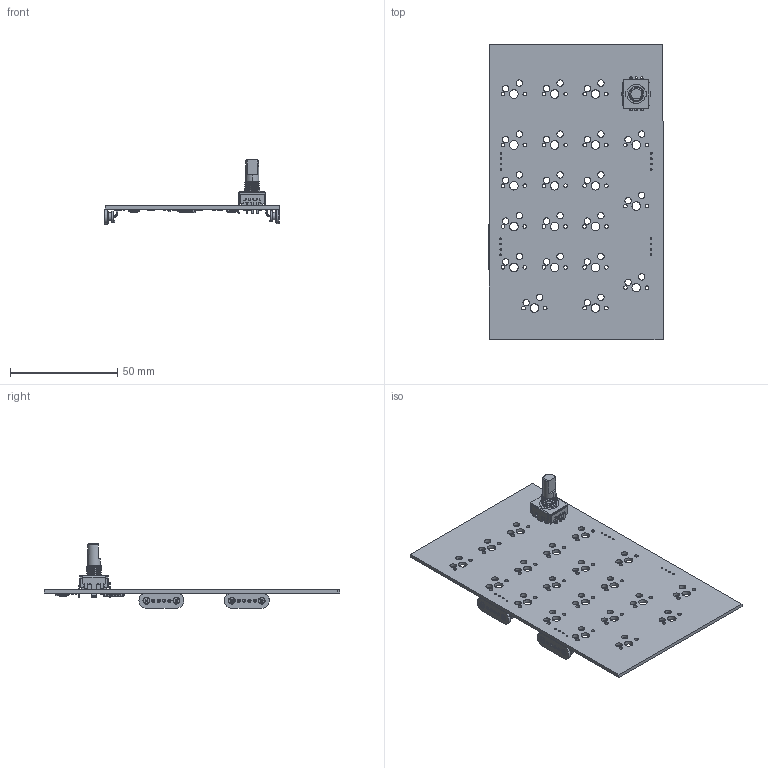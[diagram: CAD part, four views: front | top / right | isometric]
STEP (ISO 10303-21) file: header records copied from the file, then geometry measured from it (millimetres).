
FILE_DESCRIPTION(('KiCad electronic assembly'),'2;1');
FILE_NAME('numlocked_numpad.step','2024-09-05T23:21:17',('Pcbnew'),( 'Kicad'),'Open CASCADE STEP processor 7.8','KiCad to STEP converter' ,'Unknown');
FILE_SCHEMA(('AUTOMOTIVE_DESIGN { 1 0 10303 214 1 1 1 1 }'));
Length unit declared in the file: millimetre
Products named in the file (18): numlocked_numpad 1; PEC11R-4215F-S0024; Magnetic Pogo Connector 4 Pin (Type 3); R_Array_Convex_4x1206; C_0603_1608Metric; R_0603_1608Metric; SOIC-16_3.9x9.9mm_P1.27mm; SOIC_16_39x99mm_P127mm; SOT-223; SOT_223; LED_0603_1608Metric; numlocked_numpad_PCB
Assembly tree (37 placements, depth 3):
  numlocked_numpad 1
    PEC11R-4215F-S0024
      PEC11R-4215F-S0024
    Magnetic Pogo Connector 4 Pin (Type 3)  x4
      Magnetic Pogo Connector 4 Pin (Type 3)
    R_Array_Convex_4x1206  x6
      R_Array_Convex_4x1206
    C_0603_1608Metric  x7
      C_0603_1608Metric
    R_0603_1608Metric  x5
      R_0603_1608Metric
    SOIC-16_3.9x9.9mm_P1.27mm  x3
      SOIC_16_39x99mm_P127mm
    SOT-223
      SOT_223
    LED_0603_1608Metric
      LED_0603_1608Metric
    numlocked_numpad_PCB
Bounding box: 81.37 x 138.1 x 30.05 mm (x, y, z)
Volume: 20046.3 mm3; surface area: 29694.4 mm2
Topology: 61 solids, 61 shells, 3513 faces, 9595 edges, 6244 vertices
Faces by surface type: plane 2130, cylinder 1075, bspline 195, torus 80, cone 33
Full cylindrical faces by diameter (mm): 0.6 x19, 0.8 x16, 1.1 x5, 1.5 x32, 1.7 x40, 3 x56, 4 x20
Entity records: 46605 total; most frequent: CARTESIAN_POINT 8829, ORIENTED_EDGE 6630, DIRECTION 6438, EDGE_CURVE 3315, LINE 2320, VECTOR 2320, VERTEX_POINT 2128, AXIS2_PLACEMENT_3D 2059
